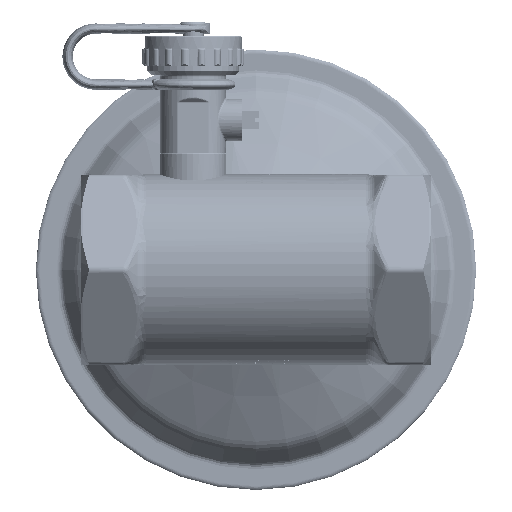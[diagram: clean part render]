
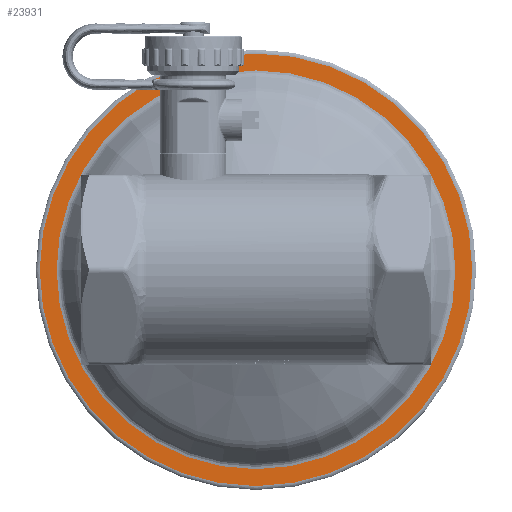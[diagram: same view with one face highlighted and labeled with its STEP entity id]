
A CAD part, front view. The second image highlights one B-rep face of the part: STEP entity #23931.
In plain terms, the highlighted planar face has unit normal (0, -1, 0).
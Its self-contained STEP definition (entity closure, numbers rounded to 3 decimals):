
#6331=CARTESIAN_POINT('',(0.,41.8,0.));
#6332=DIRECTION('',(0.,-1.,0.));
#6333=DIRECTION('',(1.,0.,0.));
#6334=AXIS2_PLACEMENT_3D('',#6331,#6332,#6333);
#6336=CARTESIAN_POINT('',(0.,41.8,0.));
#6337=DIRECTION('',(0.,-1.,0.));
#6338=DIRECTION('',(-1.,0.,0.));
#6339=AXIS2_PLACEMENT_3D('',#6336,#6337,#6338);
#6341=CARTESIAN_POINT('',(0.,41.8,0.));
#6342=DIRECTION('',(0.,-1.,0.));
#6343=DIRECTION('',(1.,0.,0.));
#6344=AXIS2_PLACEMENT_3D('',#6341,#6342,#6343);
#6346=CARTESIAN_POINT('',(0.,41.8,0.));
#6347=DIRECTION('',(0.,-1.,0.));
#6348=DIRECTION('',(-1.,0.,0.));
#6349=AXIS2_PLACEMENT_3D('',#6346,#6347,#6348);
#14794=CARTESIAN_POINT('',(57.042,41.8,0.));
#14795=CARTESIAN_POINT('',(-57.042,41.8,0.));
#14796=VERTEX_POINT('',#14794);
#14797=VERTEX_POINT('',#14795);
#14810=CARTESIAN_POINT('',(61.879,41.8,0.));
#14811=CARTESIAN_POINT('',(-61.879,41.8,0.));
#14812=VERTEX_POINT('',#14810);
#14813=VERTEX_POINT('',#14811);
#23915=CARTESIAN_POINT('',(0.,41.8,0.));
#23916=DIRECTION('',(0.,-1.,0.));
#23917=DIRECTION('',(-1.,0.,0.));
#23918=AXIS2_PLACEMENT_3D('',#23915,#23916,#23917);
#23919=PLANE('',#23918);
#23921=ORIENTED_EDGE('',*,*,#23920,.F.);
#23922=ORIENTED_EDGE('',*,*,#23905,.F.);
#23923=EDGE_LOOP('',(#23921,#23922));
#23924=FACE_OUTER_BOUND('',#23923,.F.);
#23926=ORIENTED_EDGE('',*,*,#23925,.T.);
#23928=ORIENTED_EDGE('',*,*,#23927,.T.);
#23929=EDGE_LOOP('',(#23926,#23928));
#23930=FACE_BOUND('',#23929,.F.);
#23931=ADVANCED_FACE('',(#23924,#23930),#23919,.T.);
#6335=CIRCLE('',#6334,57.042);
#6340=CIRCLE('',#6339,57.042);
#6345=CIRCLE('',#6344,61.879);
#6350=CIRCLE('',#6349,61.879);
#23905=EDGE_CURVE('',#14813,#14812,#6350,.T.);
#23920=EDGE_CURVE('',#14812,#14813,#6345,.T.);
#23925=EDGE_CURVE('',#14796,#14797,#6335,.T.);
#23927=EDGE_CURVE('',#14797,#14796,#6340,.T.);
